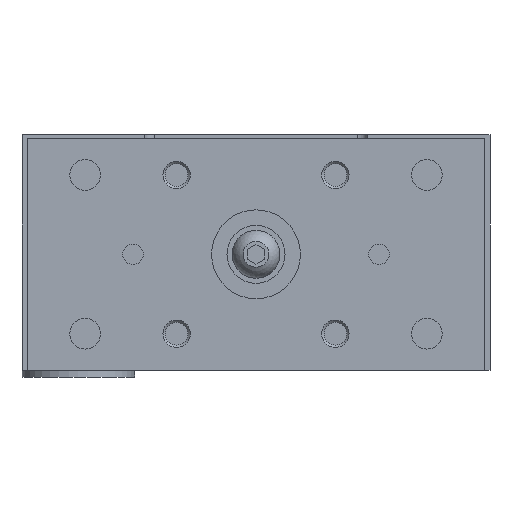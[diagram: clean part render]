
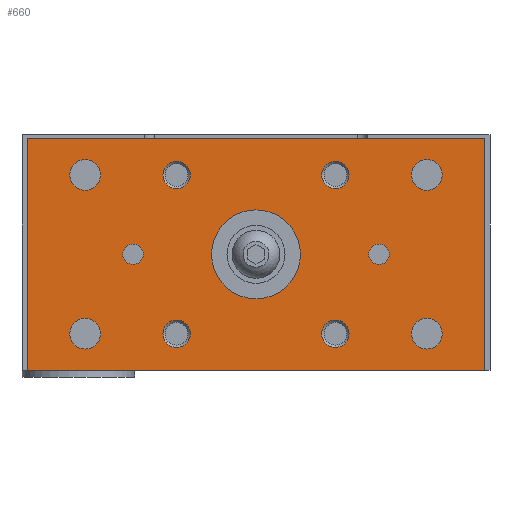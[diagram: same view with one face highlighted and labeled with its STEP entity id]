
A CAD part, left-side view. The second image highlights one B-rep face of the part: STEP entity #660.
In plain terms, the highlighted planar face has unit normal (-1, 0, 0).
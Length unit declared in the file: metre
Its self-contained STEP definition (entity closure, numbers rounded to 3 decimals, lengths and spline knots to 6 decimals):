
#660 = ADVANCED_FACE( '', ( #1636, #1637, #1638, #1639, #1640, #1641, #1642, #1643, #1644, #1645, #1646, #1647 ), #1648, .F. );
#1636 = FACE_BOUND( '', #3032, .T. );
#1637 = FACE_BOUND( '', #3033, .T. );
#1638 = FACE_BOUND( '', #3034, .T. );
#1639 = FACE_BOUND( '', #3035, .T. );
#1640 = FACE_BOUND( '', #3036, .T. );
#1641 = FACE_BOUND( '', #3037, .T. );
#1642 = FACE_BOUND( '', #3038, .T. );
#1643 = FACE_BOUND( '', #3039, .T. );
#1644 = FACE_BOUND( '', #3040, .T. );
#1645 = FACE_BOUND( '', #3041, .T. );
#1646 = FACE_BOUND( '', #3042, .T. );
#1647 = FACE_OUTER_BOUND( '', #3043, .T. );
#1648 = PLANE( '', #3044 );
#3032 = EDGE_LOOP( '', ( #4875 ) );
#3033 = EDGE_LOOP( '', ( #4876 ) );
#3034 = EDGE_LOOP( '', ( #4877 ) );
#3035 = EDGE_LOOP( '', ( #4878 ) );
#3036 = EDGE_LOOP( '', ( #4879 ) );
#3037 = EDGE_LOOP( '', ( #4880 ) );
#3038 = EDGE_LOOP( '', ( #4881 ) );
#3039 = EDGE_LOOP( '', ( #4882 ) );
#3040 = EDGE_LOOP( '', ( #4883 ) );
#3041 = EDGE_LOOP( '', ( #4884 ) );
#3042 = EDGE_LOOP( '', ( #4885 ) );
#3043 = EDGE_LOOP( '', ( #4886, #4887, #4888, #4889 ) );
#3044 = AXIS2_PLACEMENT_3D( '', #4890, #4891, #4892 );
#4875 = ORIENTED_EDGE( '', *, *, #7096, .T. );
#4876 = ORIENTED_EDGE( '', *, *, #7097, .T. );
#4877 = ORIENTED_EDGE( '', *, *, #7098, .F. );
#4878 = ORIENTED_EDGE( '', *, *, #7099, .F. );
#4879 = ORIENTED_EDGE( '', *, *, #7100, .T. );
#4880 = ORIENTED_EDGE( '', *, *, #6856, .F. );
#4881 = ORIENTED_EDGE( '', *, *, #7051, .T. );
#4882 = ORIENTED_EDGE( '', *, *, #7101, .T. );
#4883 = ORIENTED_EDGE( '', *, *, #7102, .F. );
#4884 = ORIENTED_EDGE( '', *, *, #6940, .F. );
#4885 = ORIENTED_EDGE( '', *, *, #7014, .T. );
#4886 = ORIENTED_EDGE( '', *, *, #6723, .T. );
#4887 = ORIENTED_EDGE( '', *, *, #7103, .T. );
#4888 = ORIENTED_EDGE( '', *, *, #7104, .T. );
#4889 = ORIENTED_EDGE( '', *, *, #7105, .T. );
#4890 = CARTESIAN_POINT( '', ( -0.027, -0.067, -0.069 ) );
#4891 = DIRECTION( '', ( 1., 0., 0. ) );
#4892 = DIRECTION( '', ( 0., 0., -1. ) );
#6723 = EDGE_CURVE( '', #7796, #7794, #7797, .T. );
#6856 = EDGE_CURVE( '', #8013, #8013, #8014, .T. );
#6940 = EDGE_CURVE( '', #8147, #8147, #8148, .T. );
#7014 = EDGE_CURVE( '', #8256, #8256, #8257, .T. );
#7051 = EDGE_CURVE( '', #8317, #8317, #8318, .T. );
#7096 = EDGE_CURVE( '', #8380, #8380, #8381, .T. );
#7097 = EDGE_CURVE( '', #8382, #8382, #8383, .T. );
#7098 = EDGE_CURVE( '', #8384, #8384, #8385, .T. );
#7099 = EDGE_CURVE( '', #8386, #8386, #8387, .T. );
#7100 = EDGE_CURVE( '', #8388, #8388, #8389, .T. );
#7101 = EDGE_CURVE( '', #8390, #8390, #8391, .T. );
#7102 = EDGE_CURVE( '', #8392, #8392, #8393, .T. );
#7103 = EDGE_CURVE( '', #7794, #8394, #8395, .T. );
#7104 = EDGE_CURVE( '', #8394, #8396, #8397, .T. );
#7105 = EDGE_CURVE( '', #8396, #7796, #8398, .T. );
#7794 = VERTEX_POINT( '', #9627 );
#7796 = VERTEX_POINT( '', #9630 );
#7797 = LINE( '', #9631, #9632 );
#8013 = VERTEX_POINT( '', #9985 );
#8014 = CIRCLE( '', #9986, 0.003 );
#8147 = VERTEX_POINT( '', #10147 );
#8148 = CIRCLE( '', #10148, 0.0045 );
#8256 = VERTEX_POINT( '', #10308 );
#8257 = CIRCLE( '', #10309, 0.0045 );
#8317 = VERTEX_POINT( '', #10385 );
#8318 = CIRCLE( '', #10386, 0.003 );
#8380 = VERTEX_POINT( '', #10461 );
#8381 = CIRCLE( '', #10462, 0.013 );
#8382 = VERTEX_POINT( '', #10463 );
#8383 = CIRCLE( '', #10464, 0.004 );
#8384 = VERTEX_POINT( '', #10465 );
#8385 = CIRCLE( '', #10466, 0.004 );
#8386 = VERTEX_POINT( '', #10467 );
#8387 = CIRCLE( '', #10468, 0.004 );
#8388 = VERTEX_POINT( '', #10469 );
#8389 = CIRCLE( '', #10470, 0.004 );
#8390 = VERTEX_POINT( '', #10471 );
#8391 = CIRCLE( '', #10472, 0.0045 );
#8392 = VERTEX_POINT( '', #10473 );
#8393 = CIRCLE( '', #10474, 0.0045 );
#8394 = VERTEX_POINT( '', #10475 );
#8395 = LINE( '', #10476, #10477 );
#8396 = VERTEX_POINT( '', #10478 );
#8397 = LINE( '', #10479, #10480 );
#8398 = LINE( '', #10481, #10482 );
#9627 = CARTESIAN_POINT( '', ( -0.027, -0.067, -0.001 ) );
#9630 = CARTESIAN_POINT( '', ( -0.027, -0.067, -0.069 ) );
#9631 = CARTESIAN_POINT( '', ( -0.027, -0.067, -0.069 ) );
#9632 = VECTOR( '', #11517, 1. );
#9985 = CARTESIAN_POINT( '', ( -0.027, -0.033, -0.035 ) );
#9986 = AXIS2_PLACEMENT_3D( '', #11690, #11691, #11692 );
#10147 = CARTESIAN_POINT( '', ( -0.027, -0.0545, -0.01175 ) );
#10148 = AXIS2_PLACEMENT_3D( '', #11811, #11812, #11813 );
#10308 = CARTESIAN_POINT( '', ( -0.027, 0.0545, -0.01175 ) );
#10309 = AXIS2_PLACEMENT_3D( '', #11905, #11906, #11907 );
#10385 = CARTESIAN_POINT( '', ( -0.027, 0.033, -0.035 ) );
#10386 = AXIS2_PLACEMENT_3D( '', #11954, #11955, #11956 );
#10461 = CARTESIAN_POINT( '', ( -0.027, -0.013, -0.035 ) );
#10462 = AXIS2_PLACEMENT_3D( '', #12009, #12010, #12011 );
#10463 = CARTESIAN_POINT( '', ( -0.027, -0.01925, -0.05825 ) );
#10464 = AXIS2_PLACEMENT_3D( '', #12012, #12013, #12014 );
#10465 = CARTESIAN_POINT( '', ( -0.027, 0.01925, -0.05825 ) );
#10466 = AXIS2_PLACEMENT_3D( '', #12015, #12016, #12017 );
#10467 = CARTESIAN_POINT( '', ( -0.027, -0.01925, -0.01175 ) );
#10468 = AXIS2_PLACEMENT_3D( '', #12018, #12019, #12020 );
#10469 = CARTESIAN_POINT( '', ( -0.027, 0.01925, -0.01175 ) );
#10470 = AXIS2_PLACEMENT_3D( '', #12021, #12022, #12023 );
#10471 = CARTESIAN_POINT( '', ( -0.027, -0.0545, -0.05825 ) );
#10472 = AXIS2_PLACEMENT_3D( '', #12024, #12025, #12026 );
#10473 = CARTESIAN_POINT( '', ( -0.027, 0.0545, -0.05825 ) );
#10474 = AXIS2_PLACEMENT_3D( '', #12027, #12028, #12029 );
#10475 = CARTESIAN_POINT( '', ( -0.027, 0.067, -0.001 ) );
#10476 = CARTESIAN_POINT( '', ( -0.027, -0.067, -0.001 ) );
#10477 = VECTOR( '', #12030, 1. );
#10478 = CARTESIAN_POINT( '', ( -0.027, 0.067, -0.069 ) );
#10479 = CARTESIAN_POINT( '', ( -0.027, 0.067, -0.001 ) );
#10480 = VECTOR( '', #12031, 1. );
#10481 = CARTESIAN_POINT( '', ( -0.027, 0.067, -0.069 ) );
#10482 = VECTOR( '', #12032, 1. );
#11517 = DIRECTION( '', ( 0., 0., 1. ) );
#11690 = CARTESIAN_POINT( '', ( -0.027, -0.036, -0.035 ) );
#11691 = DIRECTION( '', ( -1., 0., 0. ) );
#11692 = DIRECTION( '', ( 0., 1., 0. ) );
#11811 = CARTESIAN_POINT( '', ( -0.027, -0.05, -0.01175 ) );
#11812 = DIRECTION( '', ( -1., 0., 0. ) );
#11813 = DIRECTION( '', ( 0., -1., 0. ) );
#11905 = CARTESIAN_POINT( '', ( -0.027, 0.05, -0.01175 ) );
#11906 = DIRECTION( '', ( 1., 0., 0. ) );
#11907 = DIRECTION( '', ( 0., 1., 0. ) );
#11954 = CARTESIAN_POINT( '', ( -0.027, 0.036, -0.035 ) );
#11955 = DIRECTION( '', ( 1., 0., 0. ) );
#11956 = DIRECTION( '', ( 0., -1., 0. ) );
#12009 = CARTESIAN_POINT( '', ( -0.027, 0., -0.035 ) );
#12010 = DIRECTION( '', ( 1., 0., 0. ) );
#12011 = DIRECTION( '', ( 0., -1., 0. ) );
#12012 = CARTESIAN_POINT( '', ( -0.027, -0.02325, -0.05825 ) );
#12013 = DIRECTION( '', ( 1., 0., 0. ) );
#12014 = DIRECTION( '', ( 0., 1., 0. ) );
#12015 = CARTESIAN_POINT( '', ( -0.027, 0.02325, -0.05825 ) );
#12016 = DIRECTION( '', ( -1., 0., 0. ) );
#12017 = DIRECTION( '', ( 0., -1., 0. ) );
#12018 = CARTESIAN_POINT( '', ( -0.027, -0.02325, -0.01175 ) );
#12019 = DIRECTION( '', ( -1., 0., 0. ) );
#12020 = DIRECTION( '', ( 0., 1., 0. ) );
#12021 = CARTESIAN_POINT( '', ( -0.027, 0.02325, -0.01175 ) );
#12022 = DIRECTION( '', ( 1., 0., 0. ) );
#12023 = DIRECTION( '', ( 0., -1., 0. ) );
#12024 = CARTESIAN_POINT( '', ( -0.027, -0.05, -0.05825 ) );
#12025 = DIRECTION( '', ( 1., 0., 0. ) );
#12026 = DIRECTION( '', ( 0., -1., 0. ) );
#12027 = CARTESIAN_POINT( '', ( -0.027, 0.05, -0.05825 ) );
#12028 = DIRECTION( '', ( -1., 0., 0. ) );
#12029 = DIRECTION( '', ( 0., 1., 0. ) );
#12030 = DIRECTION( '', ( 0., 1., 0. ) );
#12031 = DIRECTION( '', ( 0., 0., -1. ) );
#12032 = DIRECTION( '', ( 0., -1., 0. ) );
